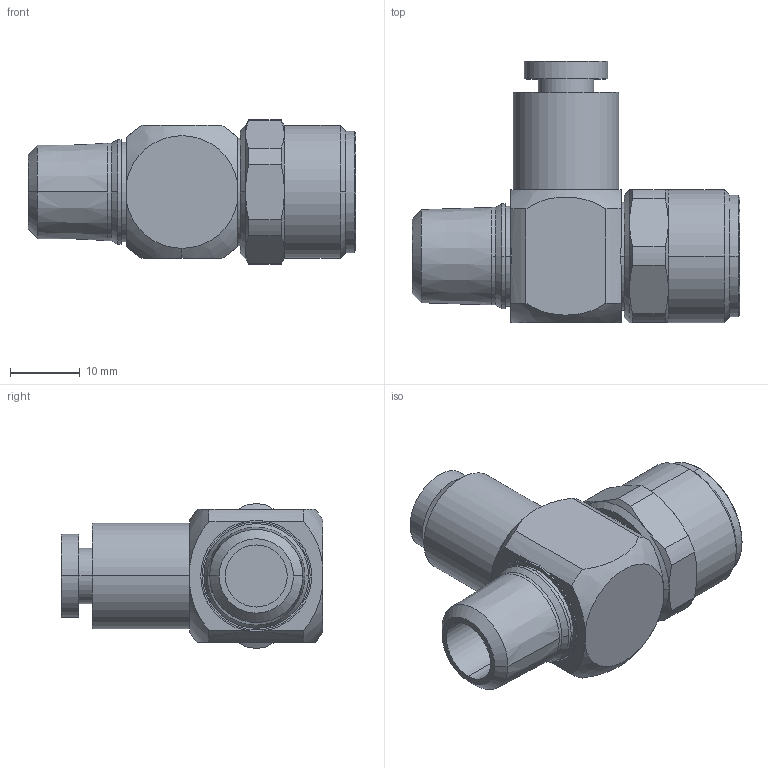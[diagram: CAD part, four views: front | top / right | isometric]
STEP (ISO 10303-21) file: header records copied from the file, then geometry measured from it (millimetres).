
FILE_DESCRIPTION (( 'STEP AP214' ), '1' );
FILE_NAME ('POC14-14N.step', '2018-10-25T18:32:19', ( '' ), ( '' ), 'SwSTEP 2.0', 'SolidWorks 2018', '' );
FILE_SCHEMA (( 'AUTOMOTIVE_DESIGN' ));
Length unit declared in the file: inch
Products named in the file (1): POC14-14N
Bounding box: 46.94 x 37.44 x 20.64 mm (x, y, z)
Volume: 13189 mm3; surface area: 8059.7 mm2
Topology: 3 solids, 3 shells, 140 faces, 330 edges, 210 vertices
Faces by surface type: cylinder 57, plane 35, cone 34, bspline 14
Entity records: 6650 total; most frequent: CARTESIAN_POINT 1527, DIRECTION 712, ORIENTED_EDGE 660, EDGE_CURVE 330, AXIS2_PLACEMENT_3D 307, VERTEX_POINT 210, CIRCLE 180, EDGE_LOOP 160
